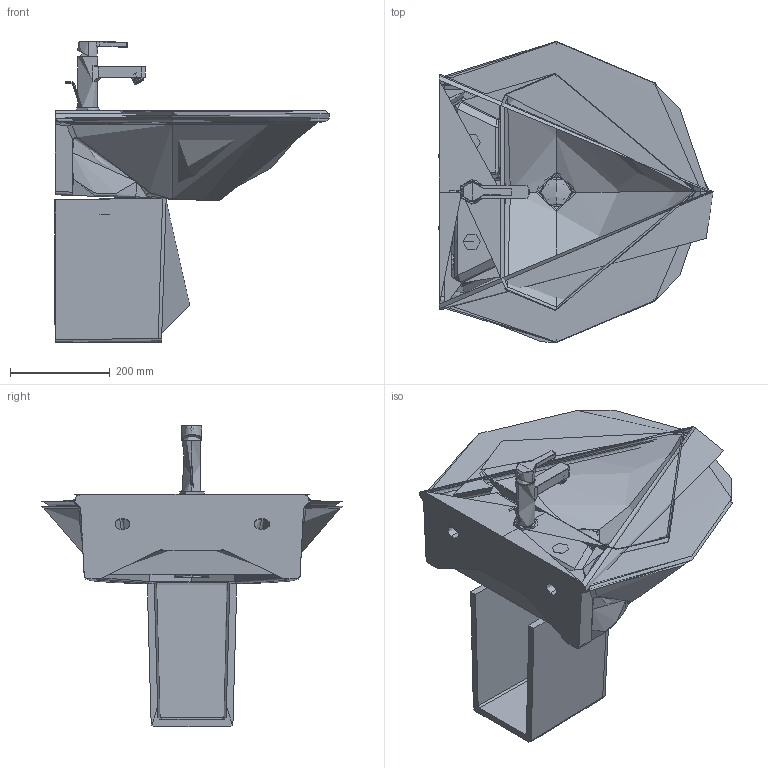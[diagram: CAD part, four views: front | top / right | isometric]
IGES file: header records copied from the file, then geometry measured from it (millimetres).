
Global section: file name: No Iges File Name specified; native system: Autodesk Inventor 2011; preprocessor: AutoDesk Inventor Iges Exporter R2011; author: Administrator; date: 20110518.190058; units: millimetre
Bounding box: 550.68 x 605.45 x 606 mm (x, y, z)
Volume: 11228614.5 mm3
Topology: 4 solids, 5 shells, 847 faces, 4117 edges, 3708 vertices
Faces by surface type: plane 366, bspline 291, revolution 149, cylinder 26, torus 8, cone 7
